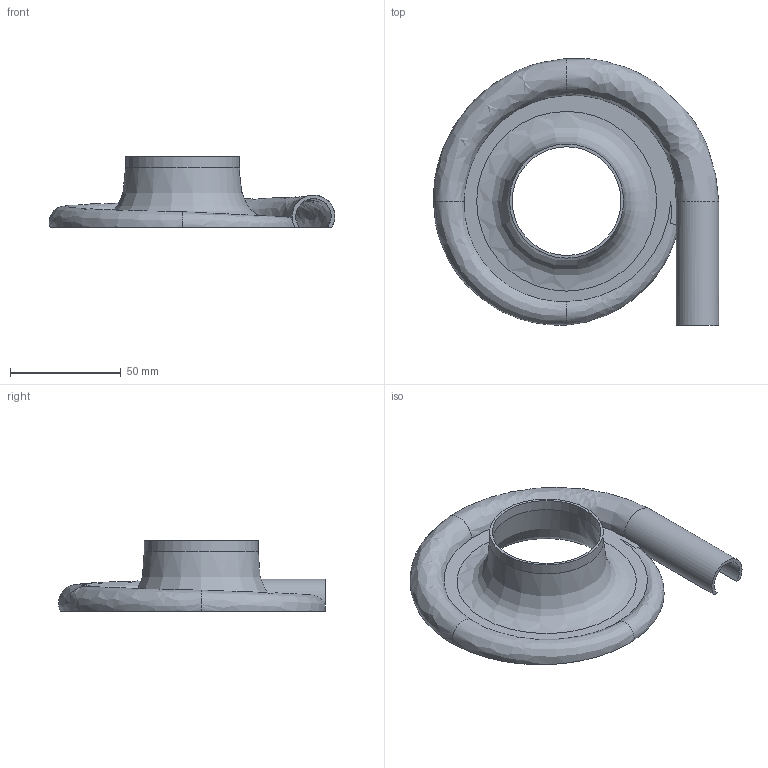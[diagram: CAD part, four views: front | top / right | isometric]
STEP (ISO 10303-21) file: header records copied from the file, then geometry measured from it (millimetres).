
FILE_DESCRIPTION(('FreeCAD Model'),'2;1');
FILE_NAME('volute_top.step', '2020-04-28T15:15:34',(''),(''),'Open CASCADE STEP processor 7.3', 'FreeCAD','Unknown');
FILE_SCHEMA(('AUTOMOTIVE_DESIGN { 1 0 10303 214 1 1 1 1 }'));
Length unit declared in the file: millimetre
Products named in the file (1): volute
Bounding box: 128.7 x 120.34 x 32 mm (x, y, z)
Volume: 25730.5 mm3; surface area: 37179 mm2
Topology: 1 solids, 1 shells, 27 faces, 80 edges, 55 vertices
Faces by surface type: plane 9, bspline 8, cylinder 7, revolution 2, torus 1
Full cylindrical faces by diameter (mm): 49 x1, 51.4 x1, 81 x1
Entity records: 4524 total; most frequent: CARTESIAN_POINT 3059, DIRECTION 221, ORIENTED_EDGE 160, PCURVE 160, DEFINITIONAL_REPRESENTATION 160, LINE 113, VECTOR 113, EDGE_CURVE 80
